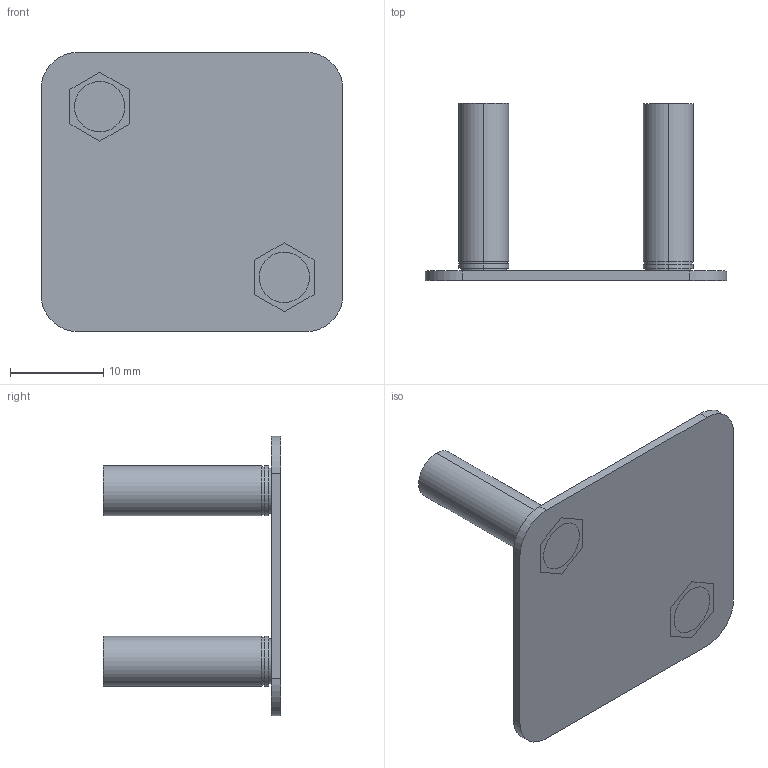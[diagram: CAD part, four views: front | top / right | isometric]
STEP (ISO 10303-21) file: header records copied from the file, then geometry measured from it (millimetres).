
FILE_DESCRIPTION (( 'STEP AP203' ), '1' );
FILE_NAME ('backing_plate.STEP', '2017-07-27T08:54:23', ( '' ), ( '' ), 'SwSTEP 2.0', 'SolidWorks 2016', '' );
FILE_SCHEMA (( 'CONFIG_CONTROL_DESIGN' ));
Length unit declared in the file: millimetre
Products named in the file (3): base_backingplate; TSO4-6M3-1900-PennEngineering-07-20-2017; backing_plate
Assembly tree (3 placements, depth 2):
  backing_plate
    base_backingplate
    TSO4-6M3-1900-PennEngineering-07-20-2017  x2
Bounding box: 32.4 x 19 x 30 mm (x, y, z)
Volume: 1715.7 mm3; surface area: 2906.1 mm2
Topology: 3 solids, 3 shells, 72 faces, 160 edges, 102 vertices
Faces by surface type: cylinder 32, plane 32, cone 8
Entity records: 1553 total; most frequent: DIRECTION 236, CARTESIAN_POINT 208, ORIENTED_EDGE 192, EDGE_CURVE 96, AXIS2_PLACEMENT_3D 91, VERTEX_POINT 63, LINE 54, VECTOR 54
